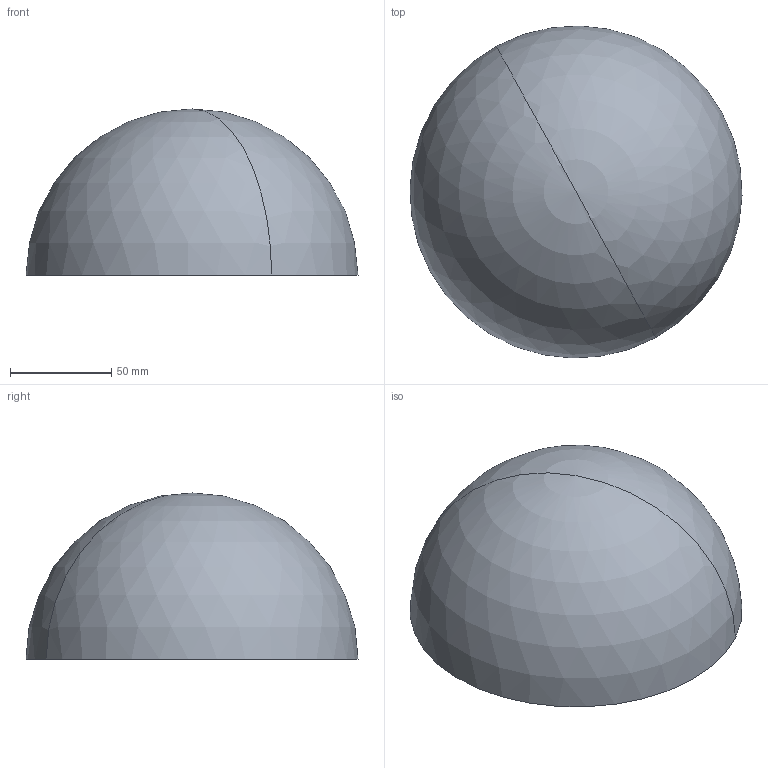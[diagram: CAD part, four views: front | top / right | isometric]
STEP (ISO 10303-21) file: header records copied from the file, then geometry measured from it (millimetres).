
FILE_DESCRIPTION(('CATIA V5 STEP Exchange'),'2;1');
FILE_NAME('body_ball.stp','2013-03-14T11:17:38+00:00',('none'),('none'),'CATIA Version 5 Release 19 SP 3 (IN-10)','CATIA V5 STEP AP203','none');
FILE_SCHEMA(('CONFIG_CONTROL_DESIGN'));
Length unit declared in the file: millimetre
Products named in the file (1): body_ball
Bounding box: 164.25 x 164.25 x 82.15 mm (x, y, z)
Volume: 87577.8 mm3; surface area: 83848.8 mm2
Topology: 1 solids, 1 shells, 11 faces, 32 edges, 23 vertices
Faces by surface type: sphere 4, plane 3, cone 2, cylinder 2
Entity records: 360 total; most frequent: CARTESIAN_POINT 66, DIRECTION 42, ORIENTED_EDGE 40, AXIS2_PLACEMENT_3D 26, EDGE_CURVE 20, CIRCLE 18, EDGE_LOOP 14, VERTEX_POINT 14
